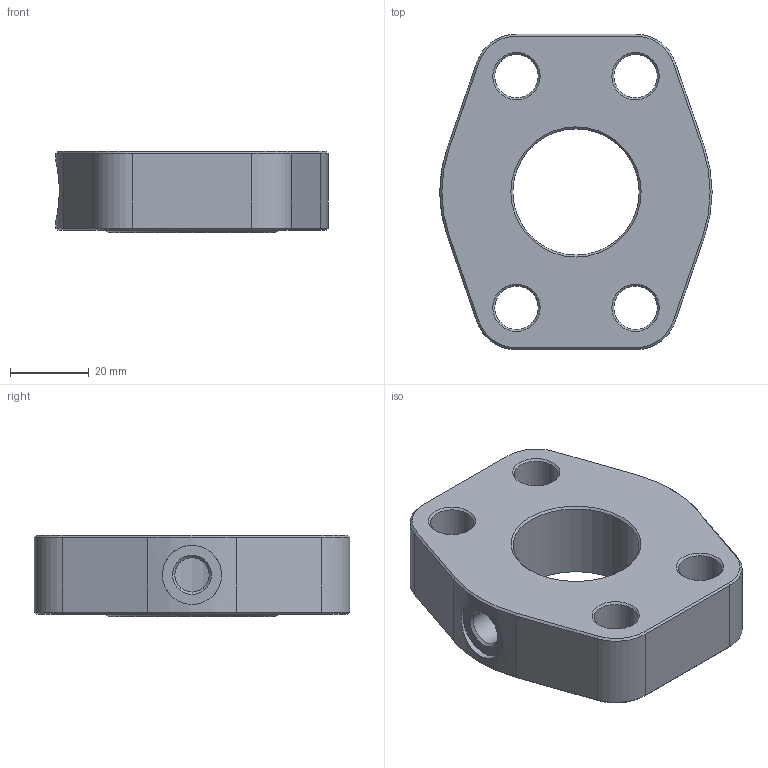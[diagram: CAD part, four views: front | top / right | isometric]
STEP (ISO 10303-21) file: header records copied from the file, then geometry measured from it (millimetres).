
FILE_DESCRIPTION(/* description */ (''),/* implementation_level */ '2;1');
FILE_NAME(/* name */ 'AFZ032-3.stp',/* time_stamp */ '2025-01-23T12:25:19+01:00',/* author */ (''),/* organization */ (''),/* preprocessor_version */ 'ST-DEVELOPER v16',/* originating_system */ 'SIEMENS PLM Software NX 10.0',/* authorisation */ '');
FILE_SCHEMA (('AP203_CONFIGURATION_CONTROLLED_3D_DESIGN_OF_MECHANICAL_PARTS_AND_ASSEMBLIES_MIM_LF { 1 0 10303 403 2 1 2}'));
Length unit declared in the file: millimetre
Products named in the file (1): nwer2840F04Fj3e6
Bounding box: 69 x 80 x 20.57 mm (x, y, z)
Volume: 67796.4 mm3; surface area: 19038.1 mm2
Topology: 2 solids, 2 shells, 63 faces, 148 edges, 89 vertices
Faces by surface type: plane 23, cone 22, cylinder 15, torus 2, revolution 1
Full cylindrical faces by diameter (mm): 8.7 x1, 11 x4, 15 x1, 32 x1, 35.81 x1, 44.7 x1
Entity records: 1720 total; most frequent: DIRECTION 293, CARTESIAN_POINT 292, ORIENTED_EDGE 228, AXIS2_PLACEMENT_3D 116, EDGE_CURVE 114, EDGE_LOOP 98, VERTEX_POINT 79, FACE_BOUND 64
